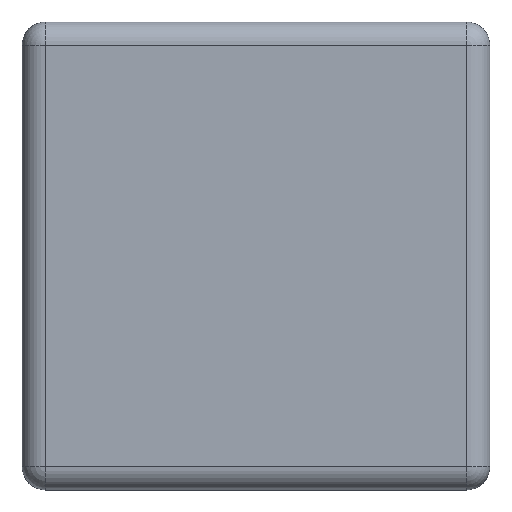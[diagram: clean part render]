
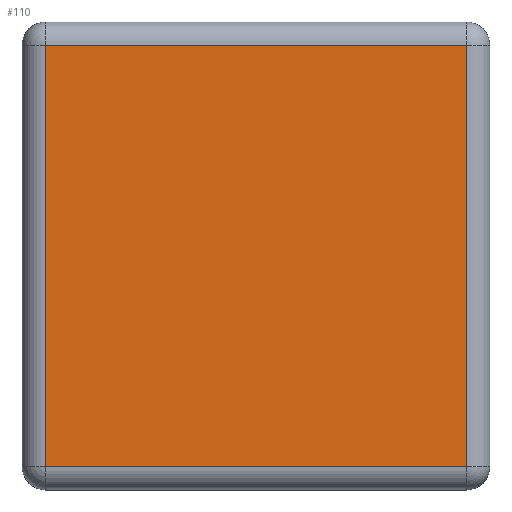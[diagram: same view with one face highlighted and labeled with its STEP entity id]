
A CAD part, top view. The second image highlights one B-rep face of the part: STEP entity #110.
In plain terms, the highlighted planar face has unit normal (0, 0, 1).
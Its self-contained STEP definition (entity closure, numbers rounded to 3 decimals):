
#110 = ADVANCED_FACE( '', ( #296 ), #297, .T. );
#296 = FACE_OUTER_BOUND( '', #569, .T. );
#297 = PLANE( '', #570 );
#569 = EDGE_LOOP( '', ( #840, #841, #842, #843 ) );
#570 = AXIS2_PLACEMENT_3D( '', #844, #845, #846 );
#840 = ORIENTED_EDGE( '', *, *, #1557, .T. );
#841 = ORIENTED_EDGE( '', *, *, #1558, .T. );
#842 = ORIENTED_EDGE( '', *, *, #1559, .T. );
#843 = ORIENTED_EDGE( '', *, *, #1560, .T. );
#844 = CARTESIAN_POINT( '', ( 0., 0., 16.5 ) );
#845 = DIRECTION( '', ( 0., 0., 1. ) );
#846 = DIRECTION( '', ( 1., 0., 0. ) );
#1557 = EDGE_CURVE( '', #1836, #1837, #1838, .T. );
#1558 = EDGE_CURVE( '', #1837, #1839, #1840, .T. );
#1559 = EDGE_CURVE( '', #1839, #1841, #1842, .T. );
#1560 = EDGE_CURVE( '', #1841, #1836, #1843, .T. );
#1836 = VERTEX_POINT( '', #2239 );
#1837 = VERTEX_POINT( '', #2240 );
#1838 = LINE( '', #2241, #2242 );
#1839 = VERTEX_POINT( '', #2243 );
#1840 = LINE( '', #2244, #2245 );
#1841 = VERTEX_POINT( '', #2246 );
#1842 = LINE( '', #2247, #2248 );
#1843 = LINE( '', #2249, #2250 );
#2239 = CARTESIAN_POINT( '', ( 13.5, 13.5, 16.5 ) );
#2240 = CARTESIAN_POINT( '', ( -13.5, 13.5, 16.5 ) );
#2241 = CARTESIAN_POINT( '', ( -15., 13.5, 16.5 ) );
#2242 = VECTOR( '', #2791, 1000. );
#2243 = CARTESIAN_POINT( '', ( -13.5, -13.5, 16.5 ) );
#2244 = CARTESIAN_POINT( '', ( -13.5, -15., 16.5 ) );
#2245 = VECTOR( '', #2792, 1000. );
#2246 = CARTESIAN_POINT( '', ( 13.5, -13.5, 16.5 ) );
#2247 = CARTESIAN_POINT( '', ( 15., -13.5, 16.5 ) );
#2248 = VECTOR( '', #2793, 1000. );
#2249 = CARTESIAN_POINT( '', ( 13.5, 15., 16.5 ) );
#2250 = VECTOR( '', #2794, 1000. );
#2791 = DIRECTION( '', ( -1., 0., 0. ) );
#2792 = DIRECTION( '', ( 0., -1., 0. ) );
#2793 = DIRECTION( '', ( 1., 0., 0. ) );
#2794 = DIRECTION( '', ( 0., 1., 0. ) );
